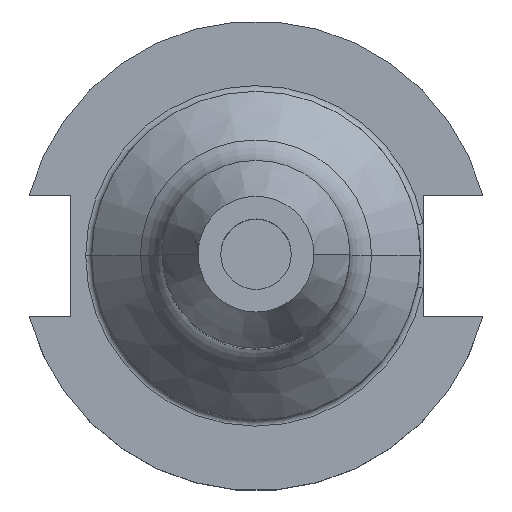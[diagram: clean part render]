
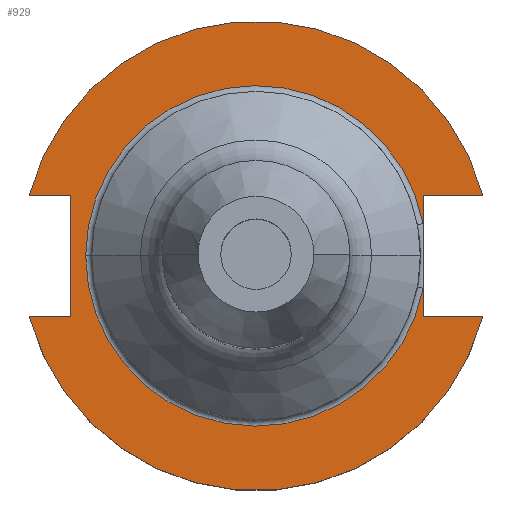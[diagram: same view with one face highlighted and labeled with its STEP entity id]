
A CAD part, top view. The second image highlights one B-rep face of the part: STEP entity #929.
In plain terms, the highlighted planar face has unit normal (0, 0, 1).
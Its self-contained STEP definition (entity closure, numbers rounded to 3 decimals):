
#19 = VECTOR ( 'NONE', #1557, 1000. ) ;
#23 = CIRCLE ( 'NONE', #1577, 31.75 ) ;
#24 = LINE ( 'NONE', #1749, #1429 ) ;
#78 = CARTESIAN_POINT ( 'NONE',  ( 30.675, -8.191, 19.05 ) ) ;
#86 = CARTESIAN_POINT ( 'NONE',  ( -61.091, 8.191, 19.05 ) ) ;
#151 = LINE ( 'NONE', #298, #1185 ) ;
#154 = CARTESIAN_POINT ( 'NONE',  ( 22.606, 8.191, 19.05 ) ) ;
#163 = VECTOR ( 'NONE', #656, 1000. ) ;
#169 = CARTESIAN_POINT ( 'NONE',  ( 30.675, 8.191, 19.05 ) ) ;
#189 = VERTEX_POINT ( 'NONE', #1305 ) ;
#207 = DIRECTION ( 'NONE',  ( -1., 0., 0. ) ) ;
#225 = VERTEX_POINT ( 'NONE', #366 ) ;
#234 = EDGE_CURVE ( 'NONE', #875, #1064, #729, .T. ) ;
#241 = VERTEX_POINT ( 'NONE', #1450 ) ;
#244 = EDGE_CURVE ( 'NONE', #727, #1652, #1005, .T. ) ;
#261 = DIRECTION ( 'NONE',  ( -1., 0., 0. ) ) ;
#295 = VECTOR ( 'NONE', #1354, 1000. ) ;
#298 = CARTESIAN_POINT ( 'NONE',  ( 22.606, 22.225, 19.05 ) ) ;
#354 = EDGE_CURVE ( 'NONE', #1515, #424, #1470, .T. ) ;
#357 = AXIS2_PLACEMENT_3D ( 'NONE', #1743, #918, #261 ) ;
#366 = CARTESIAN_POINT ( 'NONE',  ( -23.025, 0., 19.05 ) ) ;
#367 = EDGE_CURVE ( 'NONE', #875, #1086, #24, .T. ) ;
#383 = ORIENTED_EDGE ( 'NONE', *, *, #1544, .F. ) ;
#419 = CIRCLE ( 'NONE', #635, 23.025 ) ;
#424 = VERTEX_POINT ( 'NONE', #628 ) ;
#429 = DIRECTION ( 'NONE',  ( 0., 0., 1. ) ) ;
#431 = VERTEX_POINT ( 'NONE', #1000 ) ;
#457 = DIRECTION ( 'NONE',  ( 0., 0., 1. ) ) ;
#472 = CARTESIAN_POINT ( 'NONE',  ( 0., -8.191, 19.05 ) ) ;
#524 = DIRECTION ( 'NONE',  ( 0., 1., 0. ) ) ;
#628 = CARTESIAN_POINT ( 'NONE',  ( -25.091, 8.191, 19.05 ) ) ;
#635 = AXIS2_PLACEMENT_3D ( 'NONE', #1167, #1303, #1034 ) ;
#639 = ORIENTED_EDGE ( 'NONE', *, *, #234, .F. ) ;
#644 = VECTOR ( 'NONE', #207, 1000. ) ;
#647 = LINE ( 'NONE', #1493, #295 ) ;
#656 = DIRECTION ( 'NONE',  ( 0., -1., 0. ) ) ;
#661 = AXIS2_PLACEMENT_3D ( 'NONE', #1045, #1619, #1215 ) ;
#707 = CIRCLE ( 'NONE', #357, 23.025 ) ;
#727 = VERTEX_POINT ( 'NONE', #169 ) ;
#729 = LINE ( 'NONE', #472, #19 ) ;
#746 = ORIENTED_EDGE ( 'NONE', *, *, #1376, .T. ) ;
#810 = ORIENTED_EDGE ( 'NONE', *, *, #1490, .T. ) ;
#817 = ORIENTED_EDGE ( 'NONE', *, *, #824, .T. ) ;
#820 = ORIENTED_EDGE ( 'NONE', *, *, #982, .T. ) ;
#824 = EDGE_CURVE ( 'NONE', #1086, #225, #419, .T. ) ;
#829 = AXIS2_PLACEMENT_3D ( 'NONE', #1241, #429, #1384 ) ;
#875 = VERTEX_POINT ( 'NONE', #1334 ) ;
#918 = DIRECTION ( 'NONE',  ( 0., 0., -1. ) ) ;
#929 = ADVANCED_FACE ( 'NONE', ( #1287 ), #1190, .F. ) ;
#982 = EDGE_CURVE ( 'NONE', #424, #431, #1200, .T. ) ;
#993 = DIRECTION ( 'NONE',  ( 1., 0., 0. ) ) ;
#1000 = CARTESIAN_POINT ( 'NONE',  ( -25.091, -8.191, 19.05 ) ) ;
#1005 = LINE ( 'NONE', #1295, #644 ) ;
#1031 = ORIENTED_EDGE ( 'NONE', *, *, #1649, .T. ) ;
#1034 = DIRECTION ( 'NONE',  ( -1., 0., 0. ) ) ;
#1045 = CARTESIAN_POINT ( 'NONE',  ( 0., 22.225, 19.05 ) ) ;
#1064 = VERTEX_POINT ( 'NONE', #78 ) ;
#1086 = VERTEX_POINT ( 'NONE', #1696 ) ;
#1103 = VECTOR ( 'NONE', #993, 1000. ) ;
#1106 = DIRECTION ( 'NONE',  ( 0., 1., 0. ) ) ;
#1167 = CARTESIAN_POINT ( 'NONE',  ( 0., 0., 19.05 ) ) ;
#1171 = EDGE_CURVE ( 'NONE', #225, #241, #707, .T. ) ;
#1185 = VECTOR ( 'NONE', #1106, 1000. ) ;
#1190 = PLANE ( 'NONE',  #661 ) ;
#1200 = LINE ( 'NONE', #1767, #163 ) ;
#1215 = DIRECTION ( 'NONE',  ( -1., 0., 0. ) ) ;
#1218 = ORIENTED_EDGE ( 'NONE', *, *, #354, .T. ) ;
#1241 = CARTESIAN_POINT ( 'NONE',  ( 0., 0., 19.05 ) ) ;
#1269 = CARTESIAN_POINT ( 'NONE',  ( 0., 0., 19.05 ) ) ;
#1287 = FACE_OUTER_BOUND ( 'NONE', #1478, .T. ) ;
#1295 = CARTESIAN_POINT ( 'NONE',  ( 0., 8.191, 19.05 ) ) ;
#1303 = DIRECTION ( 'NONE',  ( 0., 0., -1. ) ) ;
#1305 = CARTESIAN_POINT ( 'NONE',  ( -30.675, -8.191, 19.05 ) ) ;
#1334 = CARTESIAN_POINT ( 'NONE',  ( 22.606, -8.191, 19.05 ) ) ;
#1354 = DIRECTION ( 'NONE',  ( 1., 0., 0. ) ) ;
#1376 = EDGE_CURVE ( 'NONE', #241, #1652, #151, .T. ) ;
#1384 = DIRECTION ( 'NONE',  ( 1., 0., 0. ) ) ;
#1411 = DIRECTION ( 'NONE',  ( 1., 0., 0. ) ) ;
#1429 = VECTOR ( 'NONE', #524, 1000. ) ;
#1450 = CARTESIAN_POINT ( 'NONE',  ( 22.606, 4.373, 19.05 ) ) ;
#1470 = LINE ( 'NONE', #86, #1103 ) ;
#1478 = EDGE_LOOP ( 'NONE', ( #1725, #817, #1664, #746, #1590, #810, #1218, #820, #383, #1031, #639 ) ) ;
#1487 = CARTESIAN_POINT ( 'NONE',  ( -30.675, 8.191, 19.05 ) ) ;
#1490 = EDGE_CURVE ( 'NONE', #727, #1515, #23, .T. ) ;
#1493 = CARTESIAN_POINT ( 'NONE',  ( -61.091, -8.191, 19.05 ) ) ;
#1515 = VERTEX_POINT ( 'NONE', #1487 ) ;
#1544 = EDGE_CURVE ( 'NONE', #189, #431, #647, .T. ) ;
#1557 = DIRECTION ( 'NONE',  ( 1., 0., 0. ) ) ;
#1577 = AXIS2_PLACEMENT_3D ( 'NONE', #1269, #457, #1411 ) ;
#1588 = CIRCLE ( 'NONE', #829, 31.75 ) ;
#1590 = ORIENTED_EDGE ( 'NONE', *, *, #244, .F. ) ;
#1619 = DIRECTION ( 'NONE',  ( 0., 0., -1. ) ) ;
#1649 = EDGE_CURVE ( 'NONE', #189, #1064, #1588, .T. ) ;
#1652 = VERTEX_POINT ( 'NONE', #154 ) ;
#1664 = ORIENTED_EDGE ( 'NONE', *, *, #1171, .T. ) ;
#1696 = CARTESIAN_POINT ( 'NONE',  ( 22.606, -4.373, 19.05 ) ) ;
#1725 = ORIENTED_EDGE ( 'NONE', *, *, #367, .T. ) ;
#1743 = CARTESIAN_POINT ( 'NONE',  ( 0., 0., 19.05 ) ) ;
#1749 = CARTESIAN_POINT ( 'NONE',  ( 22.606, 22.225, 19.05 ) ) ;
#1767 = CARTESIAN_POINT ( 'NONE',  ( -25.091, 8.191, 19.05 ) ) ;
